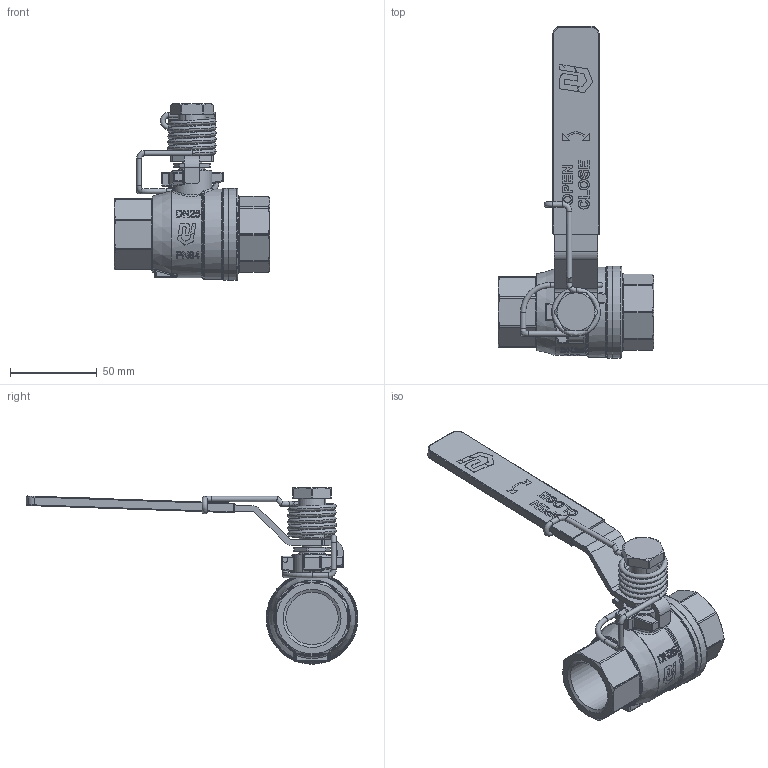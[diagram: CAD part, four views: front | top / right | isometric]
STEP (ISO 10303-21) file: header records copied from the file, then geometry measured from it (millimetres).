
FILE_DESCRIPTION(('HOOPS Exchange Step'),'2;1');
FILE_NAME('GK12_DN25.stp','2025-12-09T09:56:18+01:00',('nieru'),('Unknown organisation'),'HOOPS Exchange 2024.2','HOOPS Exchange','Unknown authorisation');
FILE_SCHEMA( ('AP203_CONFIGURATION_CONTROLLED_3D_DESIGN_OF_MECHANICAL_PARTS_AND_ASSEMBLIES_MIM_LF') );
Length unit declared in the file: millimetre
Products named in the file (2): 0; root
Assembly tree (1 placements, depth 2):
  root
    0
Bounding box: 90 x 191.64 x 101.94 mm (x, y, z)
Volume: 167610.1 mm3; surface area: 43351.2 mm2
Topology: 1 solids, 1 shells, 920 faces, 2445 edges, 1566 vertices
Faces by surface type: plane 312, bspline 292, cylinder 230, torus 42, cone 42, sphere 2
Full cylindrical faces by diameter (mm): 3 x9, 11.8 x1, 15.5 x1, 23 x1, 30.291 x2, 52 x1, 53 x2
Entity records: 43978 total; most frequent: CARTESIAN_POINT 23300, ORIENTED_EDGE 4860, DIRECTION 3318, EDGE_CURVE 2430, VERTEX_POINT 1566, AXIS2_PLACEMENT_3D 1217, EDGE_LOOP 976, FACE_BOUND 976
